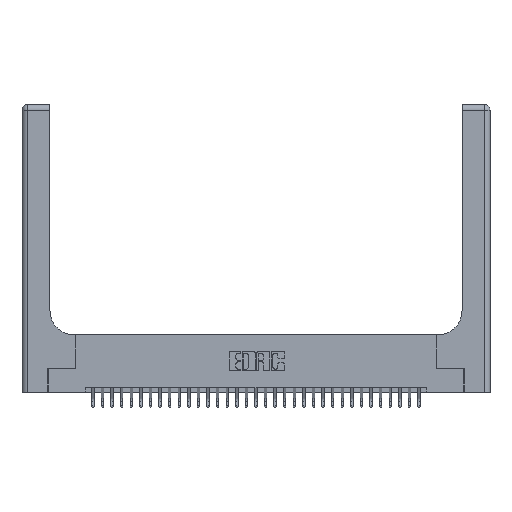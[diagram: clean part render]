
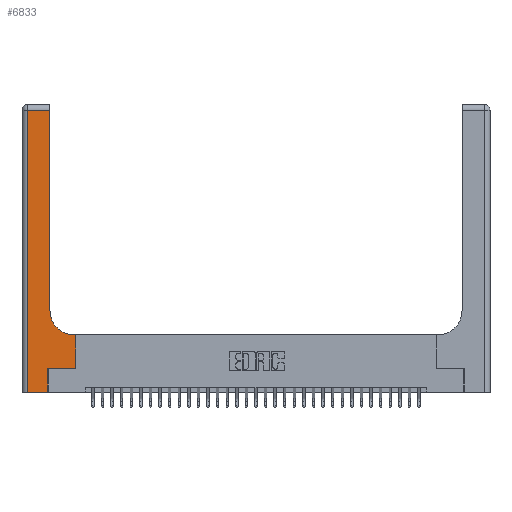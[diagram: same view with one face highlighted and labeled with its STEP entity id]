
A CAD part, top view. The second image highlights one B-rep face of the part: STEP entity #6833.
In plain terms, the highlighted planar face has unit normal (0, 0, 1).
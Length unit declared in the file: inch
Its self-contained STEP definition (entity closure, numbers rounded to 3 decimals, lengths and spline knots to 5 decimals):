
#971 = VERTEX_POINT ( 'NONE', #17370 ) ;
#2151 = EDGE_CURVE ( 'NONE', #31262, #2318, #27311, .T. ) ;
#2318 = VERTEX_POINT ( 'NONE', #2569 ) ;
#2337 = ORIENTED_EDGE ( 'NONE', *, *, #4463, .T. ) ;
#2489 = EDGE_CURVE ( 'NONE', #10573, #3226, #12205, .T. ) ;
#2569 = CARTESIAN_POINT ( 'NONE',  ( 0.2915, 0.85, 0.37 ) ) ;
#2733 = DIRECTION ( 'NONE',  ( 0., 1., 0. ) ) ;
#2775 = VECTOR ( 'NONE', #21419, 39.37008 ) ;
#2949 = LINE ( 'NONE', #11301, #29113 ) ;
#3010 = LINE ( 'NONE', #24278, #9996 ) ;
#3043 = AXIS2_PLACEMENT_3D ( 'NONE', #13718, #31988, #16344 ) ;
#3169 = EDGE_CURVE ( 'NONE', #3226, #33799, #3010, .T. ) ;
#3226 = VERTEX_POINT ( 'NONE', #11362 ) ;
#4087 = CARTESIAN_POINT ( 'NONE',  ( 0.5415, 0.6, 0.37 ) ) ;
#4408 = VERTEX_POINT ( 'NONE', #7148 ) ;
#4463 = EDGE_CURVE ( 'NONE', #33799, #971, #25415, .T. ) ;
#4529 = DIRECTION ( 'NONE',  ( 0., 0., -1. ) ) ;
#4981 = EDGE_CURVE ( 'NONE', #6056, #31262, #10675, .T. ) ;
#6056 = VERTEX_POINT ( 'NONE', #18730 ) ;
#6400 = EDGE_CURVE ( 'NONE', #30954, #4408, #30586, .T. ) ;
#6833 = ADVANCED_FACE ( 'NONE', ( #15829 ), #11111, .F. ) ;
#7148 = CARTESIAN_POINT ( 'NONE',  ( 0.5585, 0.25, 0.37 ) ) ;
#8119 = CARTESIAN_POINT ( 'NONE',  ( 0.269, 0.25, 0.37 ) ) ;
#8394 = CARTESIAN_POINT ( 'NONE',  ( 0., 2.94, 0.37 ) ) ;
#8631 = DIRECTION ( 'NONE',  ( 0., -1., 0. ) ) ;
#9870 = VECTOR ( 'NONE', #11910, 39.37008 ) ;
#9976 = ORIENTED_EDGE ( 'NONE', *, *, #29208, .T. ) ;
#9984 = CARTESIAN_POINT ( 'NONE',  ( 0.2915, 3., 0.37 ) ) ;
#9996 = VECTOR ( 'NONE', #8631, 39.37008 ) ;
#10573 = VERTEX_POINT ( 'NONE', #31693 ) ;
#10675 = LINE ( 'NONE', #24921, #9870 ) ;
#11111 = PLANE ( 'NONE',  #3043 ) ;
#11301 = CARTESIAN_POINT ( 'NONE',  ( 0.269, 0., 0.37 ) ) ;
#11362 = CARTESIAN_POINT ( 'NONE',  ( 0.06, 2.94, 0.37 ) ) ;
#11910 = DIRECTION ( 'NONE',  ( -1., 0., 0. ) ) ;
#11959 = ORIENTED_EDGE ( 'NONE', *, *, #2489, .T. ) ;
#12205 = LINE ( 'NONE', #8394, #2775 ) ;
#13206 = LINE ( 'NONE', #9984, #19352 ) ;
#13718 = CARTESIAN_POINT ( 'NONE',  ( 0., 3., 0.37 ) ) ;
#13920 = DIRECTION ( 'NONE',  ( 0., 1., 0. ) ) ;
#15829 = FACE_OUTER_BOUND ( 'NONE', #27815, .T. ) ;
#15855 = VECTOR ( 'NONE', #20076, 39.37008 ) ;
#15904 = LINE ( 'NONE', #23661, #22064 ) ;
#16344 = DIRECTION ( 'NONE',  ( -1., 0., 0. ) ) ;
#17059 = CARTESIAN_POINT ( 'NONE',  ( 0.06, 0., 0.37 ) ) ;
#17370 = CARTESIAN_POINT ( 'NONE',  ( 0.269, 0., 0.37 ) ) ;
#17443 = CARTESIAN_POINT ( 'NONE',  ( 0.269, 0.25, 0.37 ) ) ;
#18076 = AXIS2_PLACEMENT_3D ( 'NONE', #20208, #4529, #22806 ) ;
#18507 = VECTOR ( 'NONE', #20419, 39.37008 ) ;
#18730 = CARTESIAN_POINT ( 'NONE',  ( 0.5585, 0.6, 0.37 ) ) ;
#19352 = VECTOR ( 'NONE', #30861, 39.37008 ) ;
#20076 = DIRECTION ( 'NONE',  ( 1., 0., 0. ) ) ;
#20208 = CARTESIAN_POINT ( 'NONE',  ( 0.5415, 0.85, 0.37 ) ) ;
#20419 = DIRECTION ( 'NONE',  ( 1., 0., 0. ) ) ;
#20484 = EDGE_CURVE ( 'NONE', #4408, #6056, #15904, .T. ) ;
#21419 = DIRECTION ( 'NONE',  ( -1., 0., 0. ) ) ;
#22064 = VECTOR ( 'NONE', #2733, 39.37008 ) ;
#22806 = DIRECTION ( 'NONE',  ( 1., 0., 0. ) ) ;
#22881 = EDGE_CURVE ( 'NONE', #2318, #10573, #13206, .T. ) ;
#23260 = ORIENTED_EDGE ( 'NONE', *, *, #3169, .T. ) ;
#23661 = CARTESIAN_POINT ( 'NONE',  ( 0.5585, 0.25, 0.37 ) ) ;
#24130 = ORIENTED_EDGE ( 'NONE', *, *, #20484, .T. ) ;
#24278 = CARTESIAN_POINT ( 'NONE',  ( 0.06, 3., 0.37 ) ) ;
#24921 = CARTESIAN_POINT ( 'NONE',  ( 0.2915, 0.6, 0.37 ) ) ;
#25415 = LINE ( 'NONE', #33285, #18507 ) ;
#27311 = CIRCLE ( 'NONE', #18076, 0.25 ) ;
#27416 = ORIENTED_EDGE ( 'NONE', *, *, #4981, .T. ) ;
#27815 = EDGE_LOOP ( 'NONE', ( #29610, #11959, #23260, #2337, #9976, #28424, #24130, #27416, #33312 ) ) ;
#28424 = ORIENTED_EDGE ( 'NONE', *, *, #6400, .T. ) ;
#29113 = VECTOR ( 'NONE', #13920, 39.37008 ) ;
#29208 = EDGE_CURVE ( 'NONE', #971, #30954, #2949, .T. ) ;
#29610 = ORIENTED_EDGE ( 'NONE', *, *, #22881, .T. ) ;
#30586 = LINE ( 'NONE', #17443, #15855 ) ;
#30861 = DIRECTION ( 'NONE',  ( 0., 1., 0. ) ) ;
#30954 = VERTEX_POINT ( 'NONE', #8119 ) ;
#31262 = VERTEX_POINT ( 'NONE', #4087 ) ;
#31693 = CARTESIAN_POINT ( 'NONE',  ( 0.2915, 2.94, 0.37 ) ) ;
#31988 = DIRECTION ( 'NONE',  ( 0., 0., -1. ) ) ;
#33285 = CARTESIAN_POINT ( 'NONE',  ( 0., 0., 0.37 ) ) ;
#33312 = ORIENTED_EDGE ( 'NONE', *, *, #2151, .T. ) ;
#33799 = VERTEX_POINT ( 'NONE', #17059 ) ;
